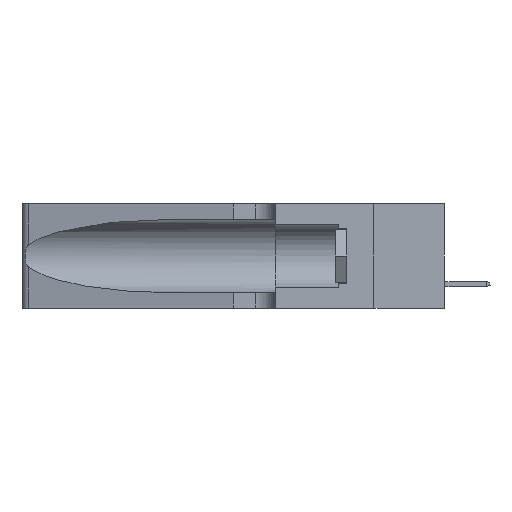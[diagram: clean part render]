
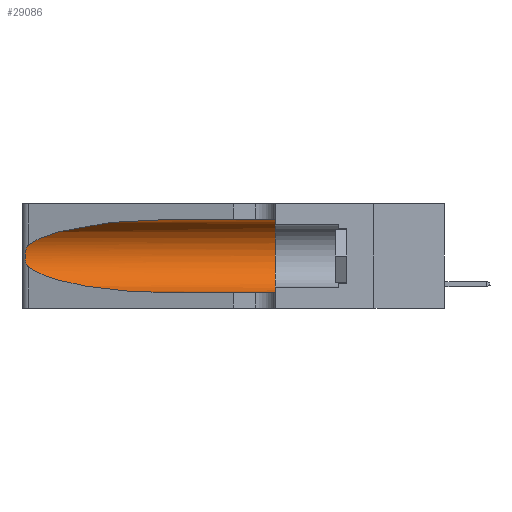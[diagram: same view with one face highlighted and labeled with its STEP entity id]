
A CAD part, left-side view. The second image highlights one B-rep face of the part: STEP entity #29086.
In plain terms, the highlighted cylindrical face has radius 3.308 mm (diameter 6.617 mm), a partial arc.
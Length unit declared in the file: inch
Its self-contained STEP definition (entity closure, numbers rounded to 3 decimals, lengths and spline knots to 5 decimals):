
#1346 = CARTESIAN_POINT ( 'NONE',  ( 0.26018, 1.23835, 0.19895 ) ) ;
#1872 = VECTOR ( 'NONE', #20563, 39.37008 ) ;
#1908 = EDGE_CURVE ( 'NONE', #3767, #15766, #8193, .T. ) ;
#2299 = CARTESIAN_POINT ( 'NONE',  ( 0.1305, 1.61858, 0.31525 ) ) ;
#2540 =( BOUNDED_CURVE ( )  B_SPLINE_CURVE ( 3, ( #24349, #28954, #24449, #26865 ),
 .UNSPECIFIED., .F., .T. ) 
 B_SPLINE_CURVE_WITH_KNOTS ( ( 4, 4 ),
 ( 1.5708, 2.84003 ),
 .UNSPECIFIED. ) 
 CURVE ( )  GEOMETRIC_REPRESENTATION_ITEM ( )  RATIONAL_B_SPLINE_CURVE ( ( 1., 0.87, 0.87, 1. ) ) 
 REPRESENTATION_ITEM ( '' )  );
#2784 = EDGE_CURVE ( 'NONE', #11077, #10882, #6921, .T. ) ;
#2913 = ORIENTED_EDGE ( 'NONE', *, *, #1908, .F. ) ;
#3070 = CARTESIAN_POINT ( 'NONE',  ( 0.1305, 0.35, 0.05475 ) ) ;
#3382 = LINE ( 'NONE', #6688, #6618 ) ;
#3548 = CARTESIAN_POINT ( 'NONE',  ( 0.25787, 1.23484, 0.2124 ) ) ;
#3604 = B_SPLINE_CURVE_WITH_KNOTS ( 'NONE', 3,
 ( #25477, #23378, #25684, #3548, #8139, #1346, #24148, #10532, #6051, #24881, #15500, #27178, #15014, #25495 ),
 .UNSPECIFIED., .F., .F.,
 ( 4, 2, 2, 2, 2, 2, 4 ),
 ( 0., 0.00027, 0.00053, 0.00107, 0.0016, 0.00187, 0.00214 ),
 .UNSPECIFIED. ) ;
#3767 = VERTEX_POINT ( 'NONE', #23473 ) ;
#4072 = CARTESIAN_POINT ( 'NONE',  ( 0.1305, 0.72297, 0.05475 ) ) ;
#5524 = CARTESIAN_POINT ( 'NONE',  ( 0.1305, 0.72297, 0.05475 ) ) ;
#5912 = CARTESIAN_POINT ( 'NONE',  ( 0.18966, 0.96281, 0.05475 ) ) ;
#6051 = CARTESIAN_POINT ( 'NONE',  ( 0.26017, 1.23833, 0.17102 ) ) ;
#6598 = EDGE_CURVE ( 'NONE', #26257, #3767, #18939, .T. ) ;
#6618 = VECTOR ( 'NONE', #25184, 39.37008 ) ;
#6688 = CARTESIAN_POINT ( 'NONE',  ( 0.1305, 1.61858, 0.05475 ) ) ;
#6921 =( BOUNDED_CURVE ( )  B_SPLINE_CURVE ( 3, ( #19394, #17023, #5912, #5524 ),
 .UNSPECIFIED., .F., .F. ) 
 B_SPLINE_CURVE_WITH_KNOTS ( ( 4, 4 ),
 ( 3.44316, 4.71239 ),
 .UNSPECIFIED. ) 
 CURVE ( )  GEOMETRIC_REPRESENTATION_ITEM ( )  RATIONAL_B_SPLINE_CURVE ( ( 1., 0.87, 0.87, 1. ) ) 
 REPRESENTATION_ITEM ( '' )  );
#8139 = CARTESIAN_POINT ( 'NONE',  ( 0.25854, 1.2359, 0.20912 ) ) ;
#8193 = CIRCLE ( 'NONE', #15978, 0.13025 ) ;
#8392 = FACE_OUTER_BOUND ( 'NONE', #26760, .T. ) ;
#8661 = EDGE_CURVE ( 'NONE', #26257, #21925, #2540, .T. ) ;
#10532 = CARTESIAN_POINT ( 'NONE',  ( 0.26075, 1.23896, 0.178 ) ) ;
#10882 = VERTEX_POINT ( 'NONE', #4072 ) ;
#11077 = VERTEX_POINT ( 'NONE', #25405 ) ;
#12693 = ORIENTED_EDGE ( 'NONE', *, *, #6598, .F. ) ;
#15014 = CARTESIAN_POINT ( 'NONE',  ( 0.25555, 1.22993, 0.14849 ) ) ;
#15500 = CARTESIAN_POINT ( 'NONE',  ( 0.25789, 1.23486, 0.15765 ) ) ;
#15766 = VERTEX_POINT ( 'NONE', #3070 ) ;
#15978 = AXIS2_PLACEMENT_3D ( 'NONE', #19690, #24506, #19991 ) ;
#16216 = EDGE_CURVE ( 'NONE', #10882, #15766, #3382, .T. ) ;
#16397 = EDGE_CURVE ( 'NONE', #21925, #11077, #3604, .T. ) ;
#16545 = ORIENTED_EDGE ( 'NONE', *, *, #16397, .T. ) ;
#17023 = CARTESIAN_POINT ( 'NONE',  ( 0.2373, 1.15595, 0.08982 ) ) ;
#18939 = LINE ( 'NONE', #2299, #1872 ) ;
#18965 = DIRECTION ( 'NONE',  ( 0., 0., -1. ) ) ;
#19394 = CARTESIAN_POINT ( 'NONE',  ( 0.25487, 1.22718, 0.14631 ) ) ;
#19690 = CARTESIAN_POINT ( 'NONE',  ( 0.1305, 0.35, 0.185 ) ) ;
#19793 = ORIENTED_EDGE ( 'NONE', *, *, #2784, .T. ) ;
#19991 = DIRECTION ( 'NONE',  ( 0., 0., 1. ) ) ;
#20563 = DIRECTION ( 'NONE',  ( 0., -1., 0. ) ) ;
#20835 = CYLINDRICAL_SURFACE ( 'NONE', #25185, 0.13025 ) ;
#21094 = CARTESIAN_POINT ( 'NONE',  ( 0.1305, 1.61858, 0.185 ) ) ;
#21925 = VERTEX_POINT ( 'NONE', #29480 ) ;
#22102 = ORIENTED_EDGE ( 'NONE', *, *, #8661, .T. ) ;
#22143 = CARTESIAN_POINT ( 'NONE',  ( 0.1305, 0.72297, 0.31525 ) ) ;
#23378 = CARTESIAN_POINT ( 'NONE',  ( 0.25555, 1.22994, 0.2215 ) ) ;
#23473 = CARTESIAN_POINT ( 'NONE',  ( 0.1305, 0.35, 0.31525 ) ) ;
#23499 = DIRECTION ( 'NONE',  ( 0., -1., 0. ) ) ;
#24148 = CARTESIAN_POINT ( 'NONE',  ( 0.26075, 1.23896, 0.19203 ) ) ;
#24349 = CARTESIAN_POINT ( 'NONE',  ( 0.1305, 0.72297, 0.31525 ) ) ;
#24449 = CARTESIAN_POINT ( 'NONE',  ( 0.2373, 1.15595, 0.28018 ) ) ;
#24506 = DIRECTION ( 'NONE',  ( 0., 1., 0. ) ) ;
#24881 = CARTESIAN_POINT ( 'NONE',  ( 0.25856, 1.23593, 0.16098 ) ) ;
#25184 = DIRECTION ( 'NONE',  ( 0., -1., 0. ) ) ;
#25185 = AXIS2_PLACEMENT_3D ( 'NONE', #21094, #23499, #18965 ) ;
#25405 = CARTESIAN_POINT ( 'NONE',  ( 0.25487, 1.22718, 0.14631 ) ) ;
#25477 = CARTESIAN_POINT ( 'NONE',  ( 0.25487, 1.22718, 0.22369 ) ) ;
#25495 = CARTESIAN_POINT ( 'NONE',  ( 0.25487, 1.22718, 0.14631 ) ) ;
#25684 = CARTESIAN_POINT ( 'NONE',  ( 0.25639, 1.23184, 0.21858 ) ) ;
#26257 = VERTEX_POINT ( 'NONE', #22143 ) ;
#26760 = EDGE_LOOP ( 'NONE', ( #22102, #16545, #19793, #26912, #2913, #12693 ) ) ;
#26865 = CARTESIAN_POINT ( 'NONE',  ( 0.25487, 1.22718, 0.22369 ) ) ;
#26912 = ORIENTED_EDGE ( 'NONE', *, *, #16216, .T. ) ;
#27178 = CARTESIAN_POINT ( 'NONE',  ( 0.25639, 1.23186, 0.15144 ) ) ;
#28954 = CARTESIAN_POINT ( 'NONE',  ( 0.18966, 0.96281, 0.31525 ) ) ;
#29086 = ADVANCED_FACE ( 'NONE', ( #8392 ), #20835, .F. ) ;
#29480 = CARTESIAN_POINT ( 'NONE',  ( 0.25487, 1.22718, 0.22369 ) ) ;
